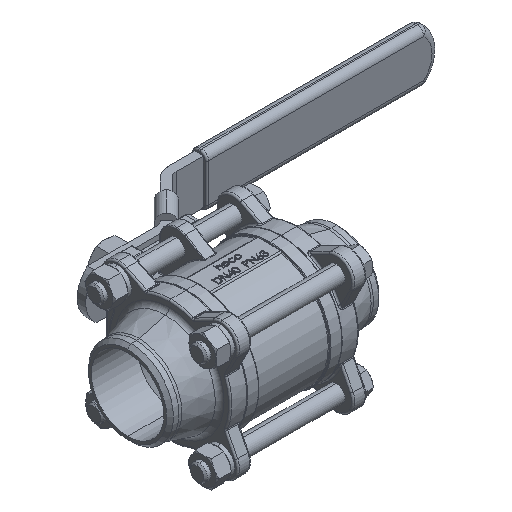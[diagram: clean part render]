
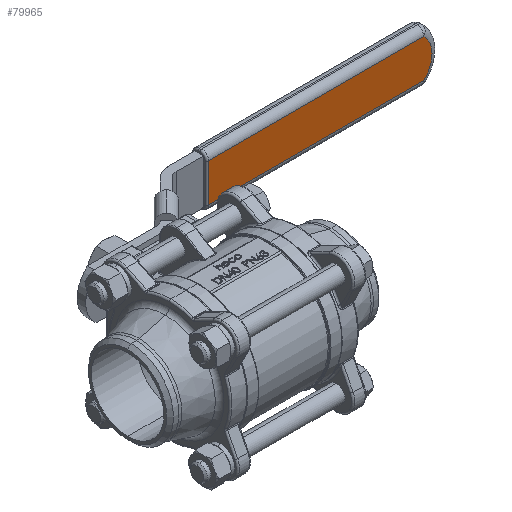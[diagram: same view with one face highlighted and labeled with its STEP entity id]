
A CAD part, isometric view. The second image highlights one B-rep face of the part: STEP entity #79965.
In plain terms, the highlighted planar face has unit normal (0, -1, 0).
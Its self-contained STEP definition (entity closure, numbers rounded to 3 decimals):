
#36057 = DIRECTION ( 'NONE',  ( -1., 0., 0. ) ) ;
#36060 = DIRECTION ( 'NONE',  ( 0., 1., 0. ) ) ;
#36064 = CARTESIAN_POINT ( 'NONE',  ( 205., 84.2, 154.232 ) ) ;
#36068 = AXIS2_PLACEMENT_3D ( 'NONE', #36064, #36060, #36057 ) ;
#36081 = PLANE ( 'NONE',  #36068 ) ;
#36163 = FACE_OUTER_BOUND ( 'NONE', #79967, .T. ) ;
#36236 = DIRECTION ( 'NONE',  ( 0., 0., -1. ) ) ;
#36237 = VECTOR ( 'NONE', #36236, 1000. ) ;
#36239 = CARTESIAN_POINT ( 'NONE',  ( 69.314, 84.2, 154.232 ) ) ;
#36240 = LINE ( 'NONE', #36239, #36237 ) ;
#36554 = CARTESIAN_POINT ( 'NONE',  ( 196.166, 84.2, 11.26 ) ) ;
#36556 = DIRECTION ( 'NONE',  ( -1., 0., 0. ) ) ;
#36558 = DIRECTION ( 'NONE',  ( 0., -1., 0. ) ) ;
#36559 = CARTESIAN_POINT ( 'NONE',  ( 185.5, 84.2, 0. ) ) ;
#36561 = AXIS2_PLACEMENT_3D ( 'NONE', #36559, #36558, #36556 ) ;
#36564 = CIRCLE ( 'NONE', #36561, 15.51 ) ;
#36613 = CARTESIAN_POINT ( 'NONE',  ( 196.166, 84.2, -11.26 ) ) ;
#36619 = DIRECTION ( 'NONE',  ( 1., 0., 0. ) ) ;
#36621 = VECTOR ( 'NONE', #36619, 1000. ) ;
#36625 = CARTESIAN_POINT ( 'NONE',  ( 197.653, 84.2, -11.26 ) ) ;
#36628 = LINE ( 'NONE', #36625, #36621 ) ;
#36745 = DIRECTION ( 'NONE',  ( -1., 0., 0. ) ) ;
#36746 = VECTOR ( 'NONE', #36745, 1000. ) ;
#36749 = CARTESIAN_POINT ( 'NONE',  ( 205., 84.2, 11.26 ) ) ;
#36764 = LINE ( 'NONE', #36749, #36746 ) ;
#37656 = CARTESIAN_POINT ( 'NONE',  ( 69.314, 84.2, -11.26 ) ) ;
#37667 = CARTESIAN_POINT ( 'NONE',  ( 69.314, 84.2, 11.26 ) ) ;
#79965 = ADVANCED_FACE ( 'NONE', ( #36163 ), #36081, .F. ) ;
#79967 = EDGE_LOOP ( 'NONE', ( #79969, #79999, #80006, #80013 ) ) ;
#79969 = ORIENTED_EDGE ( 'NONE', *, *, #79970, .T. ) ;
#79970 = EDGE_CURVE ( 'NONE', #80081, #80084, #36240, .T. ) ;
#79999 = ORIENTED_EDGE ( 'NONE', *, *, #80001, .T. ) ;
#80001 = EDGE_CURVE ( 'NONE', #80084, #80002, #36628, .T. ) ;
#80002 = VERTEX_POINT ( 'NONE', #36613 ) ;
#80006 = ORIENTED_EDGE ( 'NONE', *, *, #80009, .T. ) ;
#80009 = EDGE_CURVE ( 'NONE', #80002, #80010, #36564, .T. ) ;
#80010 = VERTEX_POINT ( 'NONE', #36554 ) ;
#80013 = ORIENTED_EDGE ( 'NONE', *, *, #80014, .T. ) ;
#80014 = EDGE_CURVE ( 'NONE', #80010, #80081, #36764, .T. ) ;
#80081 = VERTEX_POINT ( 'NONE', #37667 ) ;
#80084 = VERTEX_POINT ( 'NONE', #37656 ) ;
